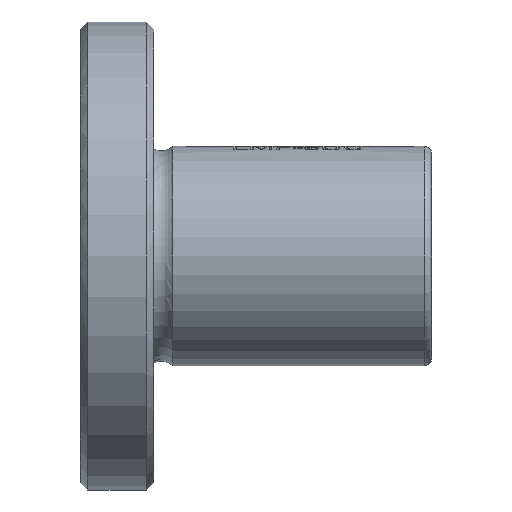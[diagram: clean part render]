
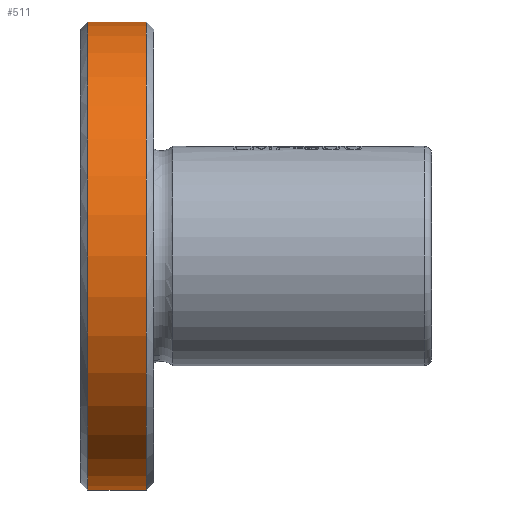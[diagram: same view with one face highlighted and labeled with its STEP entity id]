
A CAD part, front view. The second image highlights one B-rep face of the part: STEP entity #511.
In plain terms, the highlighted cylindrical face has radius 16 mm (diameter 32 mm), a full revolution.
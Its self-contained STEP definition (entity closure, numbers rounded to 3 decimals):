
#469=CYLINDRICAL_SURFACE('',#5688,16.);
#511=ADVANCED_FACE('',(#1965,#1966),#469,.T.);
#1015=CIRCLE('',#5679,16.);
#1016=CIRCLE('',#5680,16.);
#1017=CIRCLE('',#5686,16.);
#1018=CIRCLE('',#5687,16.);
#1965=FACE_BOUND('',#2073,.T.);
#1966=FACE_BOUND('',#2074,.T.);
#2073=EDGE_LOOP('',(#2659,#2660));
#2074=EDGE_LOOP('',(#2661,#2662));
#2659=ORIENTED_EDGE('',*,*,#4697,.T.);
#2660=ORIENTED_EDGE('',*,*,#4698,.T.);
#2661=ORIENTED_EDGE('',*,*,#4707,.F.);
#2662=ORIENTED_EDGE('',*,*,#4708,.F.);
#4165=VERTEX_POINT('',#8413);
#4166=VERTEX_POINT('',#8414);
#4175=VERTEX_POINT('',#8510);
#4176=VERTEX_POINT('',#8511);
#4697=EDGE_CURVE('',#4165,#4166,#1015,.T.);
#4698=EDGE_CURVE('',#4166,#4165,#1016,.T.);
#4707=EDGE_CURVE('',#4175,#4176,#1017,.T.);
#4708=EDGE_CURVE('',#4176,#4175,#1018,.T.);
#5679=AXIS2_PLACEMENT_3D('',#8412,#6119,#6120);
#5680=AXIS2_PLACEMENT_3D('',#8415,#6121,#6122);
#5686=AXIS2_PLACEMENT_3D('',#8509,#6133,#6134);
#5687=AXIS2_PLACEMENT_3D('',#8512,#6135,#6136);
#5688=AXIS2_PLACEMENT_3D('',#8513,#6137,#6138);
#6119=DIRECTION('',(1.,0.,0.));
#6120=DIRECTION('',(0.,0.,-1.));
#6121=DIRECTION('',(1.,0.,0.));
#6122=DIRECTION('',(0.,0.,-1.));
#6133=DIRECTION('',(1.,0.,0.));
#6134=DIRECTION('',(0.,0.,1.));
#6135=DIRECTION('',(1.,0.,0.));
#6136=DIRECTION('',(0.,0.,1.));
#6137=DIRECTION('',(1.,0.,0.));
#6138=DIRECTION('',(0.,0.,-1.));
#8412=CARTESIAN_POINT('',(0.5,0.,0.));
#8413=CARTESIAN_POINT('',(0.5,0.,-16.));
#8414=CARTESIAN_POINT('',(0.5,0.,16.));
#8415=CARTESIAN_POINT('',(0.5,0.,0.));
#8509=CARTESIAN_POINT('',(4.5,0.,0.));
#8510=CARTESIAN_POINT('',(4.5,0.,16.));
#8511=CARTESIAN_POINT('',(4.5,0.,-16.));
#8512=CARTESIAN_POINT('',(4.5,0.,0.));
#8513=CARTESIAN_POINT('',(0.5,0.,0.));
